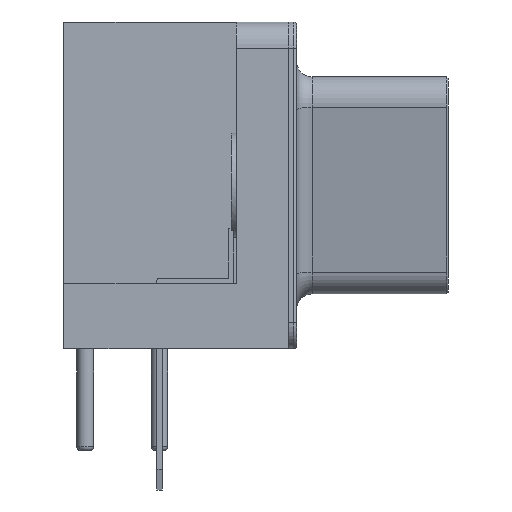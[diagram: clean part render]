
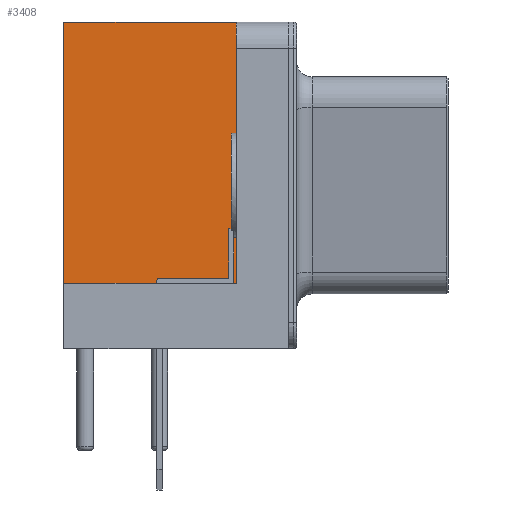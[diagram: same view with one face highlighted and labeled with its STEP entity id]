
A CAD part, left-side view. The second image highlights one B-rep face of the part: STEP entity #3408.
In plain terms, the highlighted planar face has unit normal (-1, 0, 0).
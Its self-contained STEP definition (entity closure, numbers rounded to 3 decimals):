
#2676 = VERTEX_POINT('',#2677);
#2677 = CARTESIAN_POINT('',(-4.405,0.82,12.5));
#2683 = EDGE_CURVE('',#2684,#2676,#2686,.T.);
#2684 = VERTEX_POINT('',#2685);
#2685 = CARTESIAN_POINT('',(-4.405,-5.78,12.5));
#2686 = LINE('',#2687,#2688);
#2687 = CARTESIAN_POINT('',(-4.405,-6.78,12.5));
#2688 = VECTOR('',#2689,1.);
#2689 = DIRECTION('',(0.,1.,0.));
#3382 = VERTEX_POINT('',#3383);
#3383 = CARTESIAN_POINT('',(-4.405,-5.78,2.5));
#3389 = EDGE_CURVE('',#3382,#2684,#3390,.T.);
#3390 = LINE('',#3391,#3392);
#3391 = CARTESIAN_POINT('',(-4.405,-5.78,2.5));
#3392 = VECTOR('',#3393,1.);
#3393 = DIRECTION('',(0.,0.,1.));
#3408 = ADVANCED_FACE('',(#3409),#3427,.F.);
#3409 = FACE_BOUND('',#3410,.F.);
#3410 = EDGE_LOOP('',(#3411,#3412,#3420,#3426));
#3411 = ORIENTED_EDGE('',*,*,#3389,.F.);
#3412 = ORIENTED_EDGE('',*,*,#3413,.T.);
#3413 = EDGE_CURVE('',#3382,#3414,#3416,.T.);
#3414 = VERTEX_POINT('',#3415);
#3415 = CARTESIAN_POINT('',(-4.405,0.82,2.5));
#3416 = LINE('',#3417,#3418);
#3417 = CARTESIAN_POINT('',(-4.405,-5.78,2.5));
#3418 = VECTOR('',#3419,1.);
#3419 = DIRECTION('',(-0.,1.,0.));
#3420 = ORIENTED_EDGE('',*,*,#3421,.T.);
#3421 = EDGE_CURVE('',#3414,#2676,#3422,.T.);
#3422 = LINE('',#3423,#3424);
#3423 = CARTESIAN_POINT('',(-4.405,0.82,4.375));
#3424 = VECTOR('',#3425,1.);
#3425 = DIRECTION('',(0.,0.,1.));
#3426 = ORIENTED_EDGE('',*,*,#2683,.F.);
#3427 = PLANE('',#3428);
#3428 = AXIS2_PLACEMENT_3D('',#3429,#3430,#3431);
#3429 = CARTESIAN_POINT('',(-4.405,-5.78,2.5));
#3430 = DIRECTION('',(1.,0.,0.));
#3431 = DIRECTION('',(0.,0.,1.));
